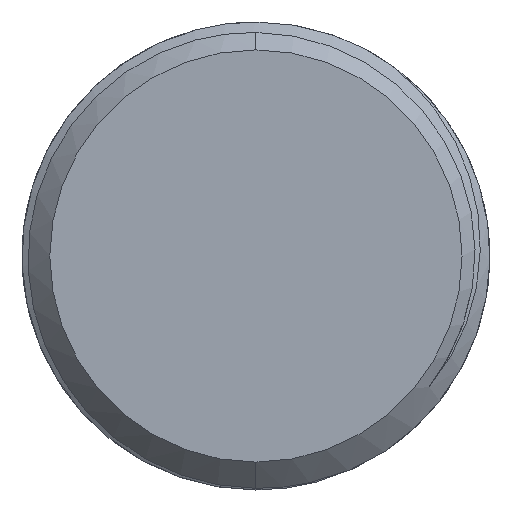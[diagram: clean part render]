
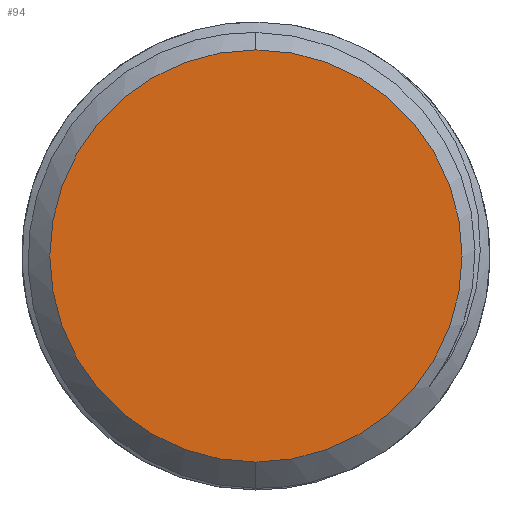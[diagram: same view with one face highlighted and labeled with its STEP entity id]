
A CAD part, front view. The second image highlights one B-rep face of the part: STEP entity #94.
In plain terms, the highlighted planar face has unit normal (0, -1, 0).
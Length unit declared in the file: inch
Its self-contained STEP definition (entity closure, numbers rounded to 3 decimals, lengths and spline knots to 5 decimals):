
#94 = ADVANCED_FACE ( 'NONE', ( #1567 ), #1647, .F. ) ;
#390 = CARTESIAN_POINT ( 'NONE',  ( 0., 0., 0. ) ) ;
#444 = DIRECTION ( 'NONE',  ( 0., 1., 0. ) ) ;
#561 = CIRCLE ( 'NONE', #1418, 0.37 ) ;
#567 = DIRECTION ( 'NONE',  ( 0., 0., 1. ) ) ;
#813 = VERTEX_POINT ( 'NONE', #2072 ) ;
#956 = CARTESIAN_POINT ( 'NONE',  ( 0., 0., 0. ) ) ;
#1182 = EDGE_LOOP ( 'NONE', ( #2367, #1621 ) ) ;
#1183 = DIRECTION ( 'NONE',  ( 0., 0., 1. ) ) ;
#1232 = CIRCLE ( 'NONE', #2365, 0.37 ) ;
#1418 = AXIS2_PLACEMENT_3D ( 'NONE', #1722, #444, #1965 ) ;
#1567 = FACE_OUTER_BOUND ( 'NONE', #1182, .T. ) ;
#1621 = ORIENTED_EDGE ( 'NONE', *, *, #1830, .F. ) ;
#1647 = PLANE ( 'NONE',  #2484 ) ;
#1722 = CARTESIAN_POINT ( 'NONE',  ( 0., 0., 0. ) ) ;
#1814 = CARTESIAN_POINT ( 'NONE',  ( 0., 0., -0.37 ) ) ;
#1830 = EDGE_CURVE ( 'NONE', #2291, #813, #1232, .T. ) ;
#1887 = DIRECTION ( 'NONE',  ( 0., 1., 0. ) ) ;
#1965 = DIRECTION ( 'NONE',  ( 0., 0., 1. ) ) ;
#2072 = CARTESIAN_POINT ( 'NONE',  ( 0., 0., 0.37 ) ) ;
#2104 = EDGE_CURVE ( 'NONE', #813, #2291, #561, .T. ) ;
#2291 = VERTEX_POINT ( 'NONE', #1814 ) ;
#2365 = AXIS2_PLACEMENT_3D ( 'NONE', #956, #2547, #1183 ) ;
#2367 = ORIENTED_EDGE ( 'NONE', *, *, #2104, .F. ) ;
#2484 = AXIS2_PLACEMENT_3D ( 'NONE', #390, #1887, #567 ) ;
#2547 = DIRECTION ( 'NONE',  ( 0., 1., 0. ) ) ;
